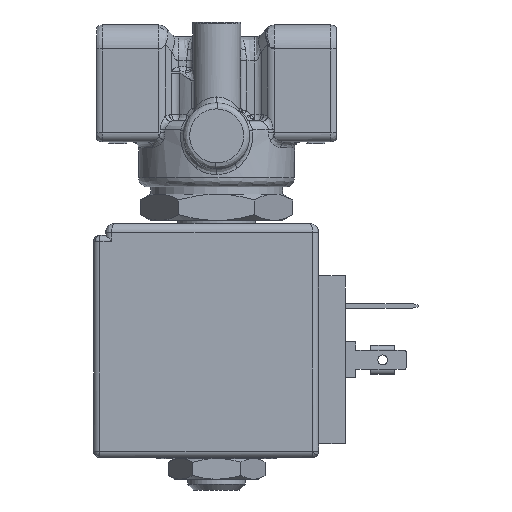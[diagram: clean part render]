
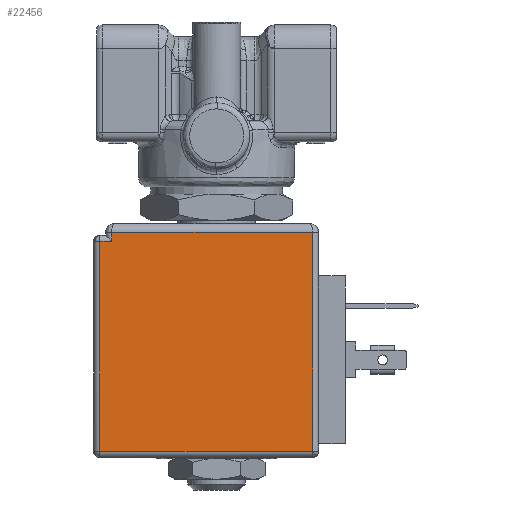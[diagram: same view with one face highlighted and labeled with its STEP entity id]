
A CAD part, front view. The second image highlights one B-rep face of the part: STEP entity #22456.
In plain terms, the highlighted planar face has unit normal (0, -1, 0).
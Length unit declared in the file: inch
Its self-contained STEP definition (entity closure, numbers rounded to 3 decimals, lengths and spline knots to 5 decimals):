
#1492 = EDGE_CURVE ( 'NONE', #11246, #17847, #22673, .T. ) ;
#1776 = LINE ( 'NONE', #9945, #12320 ) ;
#1780 = ORIENTED_EDGE ( 'NONE', *, *, #8801, .T. ) ;
#2618 = CARTESIAN_POINT ( 'NONE',  ( 0., -0.59055, -2.46457 ) ) ;
#3365 = EDGE_LOOP ( 'NONE', ( #5082, #24085, #17522, #1780, #16172, #10311 ) ) ;
#4578 = DIRECTION ( 'NONE',  ( 1., 0., 0. ) ) ;
#4634 = PLANE ( 'NONE',  #23391 ) ;
#4915 = LINE ( 'NONE', #25039, #20800 ) ;
#5082 = ORIENTED_EDGE ( 'NONE', *, *, #9234, .T. ) ;
#5153 = CARTESIAN_POINT ( 'NONE',  ( -0.68898, -0.59055, -1.04724 ) ) ;
#5238 = LINE ( 'NONE', #25641, #17393 ) ;
#5899 = CARTESIAN_POINT ( 'NONE',  ( 0.62992, -0.59055, -0.98819 ) ) ;
#6583 = LINE ( 'NONE', #14771, #13106 ) ;
#6893 = DIRECTION ( 'NONE',  ( -1., 0., 0. ) ) ;
#7383 = VECTOR ( 'NONE', #14486, 39.37008 ) ;
#8801 = EDGE_CURVE ( 'NONE', #19813, #11246, #4915, .T. ) ;
#9234 = EDGE_CURVE ( 'NONE', #25194, #20946, #5238, .T. ) ;
#9718 = EDGE_CURVE ( 'NONE', #19813, #22183, #23264, .T. ) ;
#9945 = CARTESIAN_POINT ( 'NONE',  ( 0., -0.59055, -0.98819 ) ) ;
#10311 = ORIENTED_EDGE ( 'NONE', *, *, #22585, .T. ) ;
#10790 = DIRECTION ( 'NONE',  ( 0., -1., 0. ) ) ;
#10791 = CARTESIAN_POINT ( 'NONE',  ( -0.68898, -0.59055, -2.46457 ) ) ;
#11246 = VERTEX_POINT ( 'NONE', #23801 ) ;
#12320 = VECTOR ( 'NONE', #18137, 39.37008 ) ;
#12839 = CARTESIAN_POINT ( 'NONE',  ( -0.68898, -0.59055, -0.98819 ) ) ;
#12938 = EDGE_CURVE ( 'NONE', #20946, #22183, #1776, .T. ) ;
#13106 = VECTOR ( 'NONE', #4578, 39.37008 ) ;
#13426 = DIRECTION ( 'NONE',  ( 0., 0., 1. ) ) ;
#14486 = DIRECTION ( 'NONE',  ( 0., 0., -1. ) ) ;
#14771 = CARTESIAN_POINT ( 'NONE',  ( 0., -0.59055, -2.4252 ) ) ;
#16172 = ORIENTED_EDGE ( 'NONE', *, *, #1492, .T. ) ;
#17260 = DIRECTION ( 'NONE',  ( -1., 0., 0. ) ) ;
#17393 = VECTOR ( 'NONE', #13426, 39.37008 ) ;
#17522 = ORIENTED_EDGE ( 'NONE', *, *, #9718, .F. ) ;
#17847 = VERTEX_POINT ( 'NONE', #20271 ) ;
#18137 = DIRECTION ( 'NONE',  ( -1., 0., 0. ) ) ;
#19813 = VERTEX_POINT ( 'NONE', #5153 ) ;
#20271 = CARTESIAN_POINT ( 'NONE',  ( -0.76772, -0.59055, -2.4252 ) ) ;
#20786 = CARTESIAN_POINT ( 'NONE',  ( -0.76772, -0.59055, -2.46457 ) ) ;
#20800 = VECTOR ( 'NONE', #17260, 39.37008 ) ;
#20946 = VERTEX_POINT ( 'NONE', #5899 ) ;
#21395 = DIRECTION ( 'NONE',  ( 0., 0., 1. ) ) ;
#22183 = VERTEX_POINT ( 'NONE', #12839 ) ;
#22456 = ADVANCED_FACE ( 'NONE', ( #25014 ), #4634, .T. ) ;
#22585 = EDGE_CURVE ( 'NONE', #17847, #25194, #6583, .T. ) ;
#22673 = LINE ( 'NONE', #20786, #7383 ) ;
#23264 = LINE ( 'NONE', #10791, #25933 ) ;
#23391 = AXIS2_PLACEMENT_3D ( 'NONE', #2618, #10790, #6893 ) ;
#23801 = CARTESIAN_POINT ( 'NONE',  ( -0.76772, -0.59055, -1.04724 ) ) ;
#24085 = ORIENTED_EDGE ( 'NONE', *, *, #12938, .T. ) ;
#25014 = FACE_OUTER_BOUND ( 'NONE', #3365, .T. ) ;
#25039 = CARTESIAN_POINT ( 'NONE',  ( 0., -0.59055, -1.04724 ) ) ;
#25194 = VERTEX_POINT ( 'NONE', #26483 ) ;
#25641 = CARTESIAN_POINT ( 'NONE',  ( 0.62992, -0.59055, -2.46457 ) ) ;
#25933 = VECTOR ( 'NONE', #21395, 39.37008 ) ;
#26483 = CARTESIAN_POINT ( 'NONE',  ( 0.62992, -0.59055, -2.4252 ) ) ;
